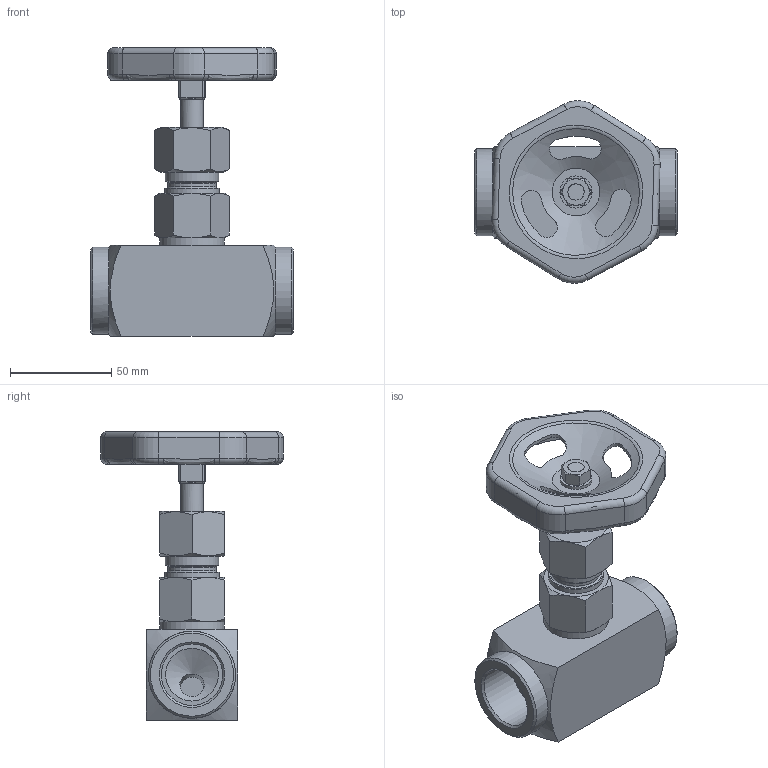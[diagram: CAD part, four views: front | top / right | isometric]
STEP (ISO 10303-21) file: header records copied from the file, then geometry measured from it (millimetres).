
FILE_DESCRIPTION( ( 'Unknown' ), '1' );
FILE_NAME( '1011008X.stp', 'Unknown', ( 'Peter Nanko' ), ( 'Armaturen Arndt' ), 'PSStep 14.0', 'Solid Edge ST4', ' ' );
FILE_SCHEMA( ( 'AUTOMOTIVE_DESIGN { 1 0 10303 214 1 1 1 1 }' ) );
Length unit declared in the file: millimetre
Products named in the file (1): ÜMM8X
Bounding box: 100 x 89.99 x 142.32 mm (x, y, z)
Volume: 224818.1 mm3; surface area: 52064.9 mm2
Topology: 1 solids, 1 shells, 205 faces, 492 edges, 305 vertices
Faces by surface type: cylinder 72, plane 70, cone 38, torus 15, bspline 6, sphere 4
Full cylindrical faces by diameter (mm): 8 x1, 11 x1, 12 x2, 12.5 x1, 15.8 x1, 23.8 x1, 26.441 x1, 27 x1, 30.291 x2, 32 x1, 32.3 x1, 43 x2, 80 x1
Entity records: 8818 total; most frequent: CARTESIAN_POINT 2774, DIRECTION 914, ORIENTED_EDGE 860, EDGE_CURVE 430, AXIS2_PLACEMENT_3D 382, VERTEX_POINT 282, EDGE_LOOP 266, FACE_OUTER_BOUND 224
